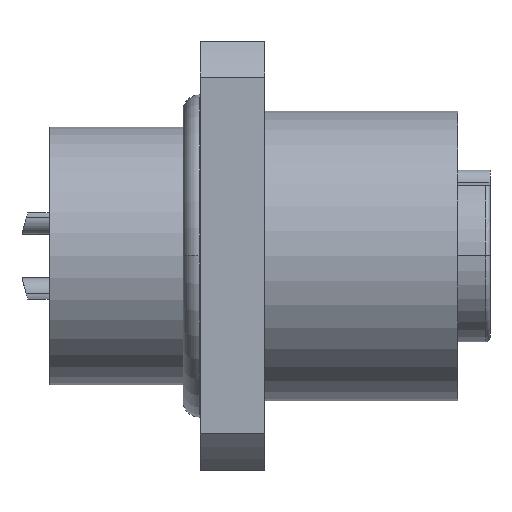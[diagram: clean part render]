
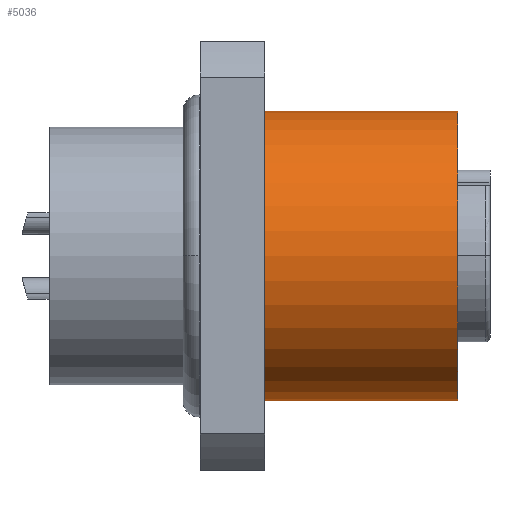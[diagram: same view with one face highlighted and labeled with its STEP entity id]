
A CAD part, top view. The second image highlights one B-rep face of the part: STEP entity #5036.
In plain terms, the highlighted cylindrical face has radius 6.75 mm (diameter 13.5 mm), a partial arc.
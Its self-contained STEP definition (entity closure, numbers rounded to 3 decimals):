
#73 = DIRECTION ( 'NONE',  ( 0., -1., 0. ) ) ;
#237 = CARTESIAN_POINT ( 'NONE',  ( -33.51, -6.75, 0. ) ) ;
#1208 = CARTESIAN_POINT ( 'NONE',  ( 3., 0., 0. ) ) ;
#1479 = LINE ( 'NONE', #6908, #5177 ) ;
#1686 = DIRECTION ( 'NONE',  ( -1., 0., 0. ) ) ;
#2218 = ORIENTED_EDGE ( 'NONE', *, *, #3146, .T. ) ;
#2285 = VERTEX_POINT ( 'NONE', #7379 ) ;
#2438 = DIRECTION ( 'NONE',  ( -1., 0., 0. ) ) ;
#2623 = CARTESIAN_POINT ( 'NONE',  ( 3., -6.75, 0. ) ) ;
#3030 = CIRCLE ( 'NONE', #4973, 6.75 ) ;
#3146 = EDGE_CURVE ( 'NONE', #3977, #2285, #1479, .T. ) ;
#3168 = LINE ( 'NONE', #237, #3705 ) ;
#3514 = EDGE_CURVE ( 'NONE', #4477, #7092, #3168, .T. ) ;
#3705 = VECTOR ( 'NONE', #1686, 1000. ) ;
#3785 = ORIENTED_EDGE ( 'NONE', *, *, #8172, .T. ) ;
#3977 = VERTEX_POINT ( 'NONE', #9540 ) ;
#4243 = DIRECTION ( 'NONE',  ( 0., -1., 0. ) ) ;
#4477 = VERTEX_POINT ( 'NONE', #6717 ) ;
#4580 = DIRECTION ( 'NONE',  ( -1., 0., 0. ) ) ;
#4973 = AXIS2_PLACEMENT_3D ( 'NONE', #7220, #8132, #4243 ) ;
#5036 = ADVANCED_FACE ( 'NONE', ( #7559 ), #6036, .T. ) ;
#5066 = DIRECTION ( 'NONE',  ( 0., -1., 0. ) ) ;
#5177 = VECTOR ( 'NONE', #4580, 1000. ) ;
#5187 = EDGE_LOOP ( 'NONE', ( #3785, #2218, #8029, #6977 ) ) ;
#5336 = DIRECTION ( 'NONE',  ( -1., 0., 0. ) ) ;
#6036 = CYLINDRICAL_SURFACE ( 'NONE', #9217, 6.75 ) ;
#6717 = CARTESIAN_POINT ( 'NONE',  ( 12., -6.75, 0. ) ) ;
#6908 = CARTESIAN_POINT ( 'NONE',  ( -33.51, 6.75, 0. ) ) ;
#6977 = ORIENTED_EDGE ( 'NONE', *, *, #3514, .F. ) ;
#7092 = VERTEX_POINT ( 'NONE', #2623 ) ;
#7220 = CARTESIAN_POINT ( 'NONE',  ( 12., 0., 0. ) ) ;
#7254 = CIRCLE ( 'NONE', #8721, 6.75 ) ;
#7379 = CARTESIAN_POINT ( 'NONE',  ( 3., 6.75, 0. ) ) ;
#7559 = FACE_OUTER_BOUND ( 'NONE', #5187, .T. ) ;
#8029 = ORIENTED_EDGE ( 'NONE', *, *, #9234, .F. ) ;
#8132 = DIRECTION ( 'NONE',  ( -1., 0., 0. ) ) ;
#8172 = EDGE_CURVE ( 'NONE', #4477, #3977, #3030, .T. ) ;
#8432 = CARTESIAN_POINT ( 'NONE',  ( -33.51, 0., 0. ) ) ;
#8721 = AXIS2_PLACEMENT_3D ( 'NONE', #1208, #2438, #5066 ) ;
#9217 = AXIS2_PLACEMENT_3D ( 'NONE', #8432, #5336, #73 ) ;
#9234 = EDGE_CURVE ( 'NONE', #7092, #2285, #7254, .T. ) ;
#9540 = CARTESIAN_POINT ( 'NONE',  ( 12., 6.75, 0. ) ) ;
